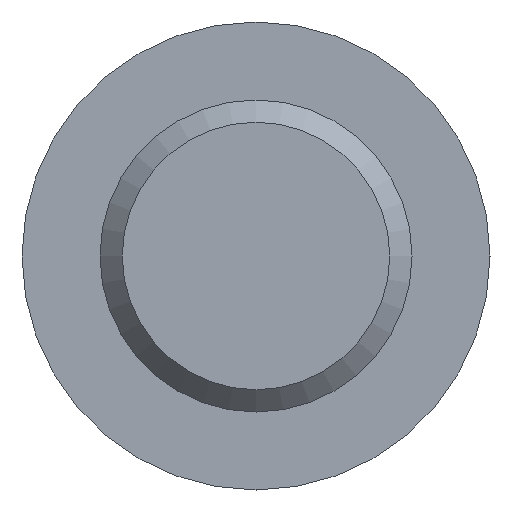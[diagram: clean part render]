
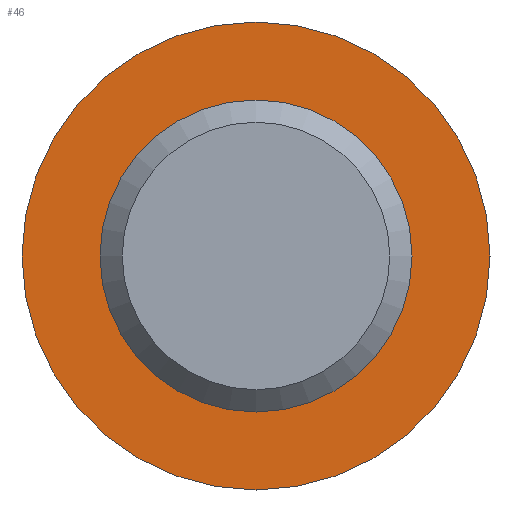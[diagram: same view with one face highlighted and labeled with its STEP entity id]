
A CAD part, front view. The second image highlights one B-rep face of the part: STEP entity #46.
In plain terms, the highlighted planar face has unit normal (0, -1, 0).
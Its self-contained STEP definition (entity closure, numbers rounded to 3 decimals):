
#31 = AXIS2_PLACEMENT_3D ( 'NONE', #302, #342, #262 ) ;
#46 = ADVANCED_FACE ( 'NONE', ( #174, #95 ), #299, .F. ) ;
#78 = ORIENTED_EDGE ( 'NONE', *, *, #126, .T. ) ;
#95 = FACE_OUTER_BOUND ( 'NONE', #150, .T. ) ;
#112 = VERTEX_POINT ( 'NONE', #430 ) ;
#118 = DIRECTION ( 'NONE',  ( 0., 0., -1. ) ) ;
#126 = EDGE_CURVE ( 'NONE', #547, #547, #197, .T. ) ;
#150 = EDGE_LOOP ( 'NONE', ( #78 ) ) ;
#156 = CARTESIAN_POINT ( 'NONE',  ( 0., 35., 0. ) ) ;
#161 = CARTESIAN_POINT ( 'NONE',  ( 0., 35., 0. ) ) ;
#174 = FACE_BOUND ( 'NONE', #421, .T. ) ;
#181 = CARTESIAN_POINT ( 'NONE',  ( 0., 35., -10.5 ) ) ;
#197 = CIRCLE ( 'NONE', #491, 10.5 ) ;
#235 = DIRECTION ( 'NONE',  ( 0., 0., -1. ) ) ;
#262 = DIRECTION ( 'NONE',  ( 0., 0., 1. ) ) ;
#275 = CIRCLE ( 'NONE', #425, 7. ) ;
#278 = EDGE_CURVE ( 'NONE', #112, #112, #275, .T. ) ;
#299 = PLANE ( 'NONE',  #31 ) ;
#302 = CARTESIAN_POINT ( 'NONE',  ( -7., 35., 0. ) ) ;
#342 = DIRECTION ( 'NONE',  ( 0., 1., 0. ) ) ;
#395 = DIRECTION ( 'NONE',  ( 0., -1., 0. ) ) ;
#421 = EDGE_LOOP ( 'NONE', ( #451 ) ) ;
#425 = AXIS2_PLACEMENT_3D ( 'NONE', #156, #395, #235 ) ;
#430 = CARTESIAN_POINT ( 'NONE',  ( 0., 35., -7. ) ) ;
#448 = DIRECTION ( 'NONE',  ( 0., -1., 0. ) ) ;
#451 = ORIENTED_EDGE ( 'NONE', *, *, #278, .F. ) ;
#491 = AXIS2_PLACEMENT_3D ( 'NONE', #161, #448, #118 ) ;
#547 = VERTEX_POINT ( 'NONE', #181 ) ;
